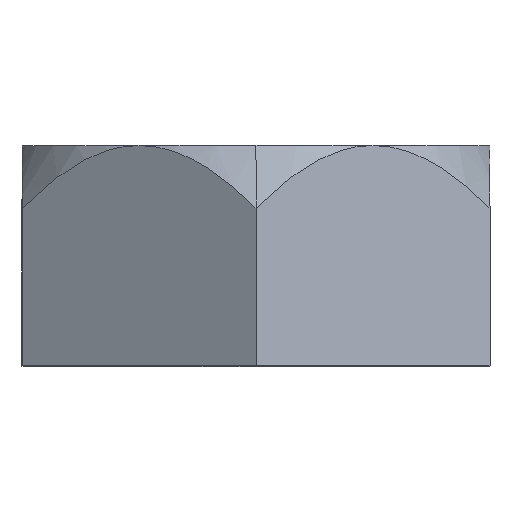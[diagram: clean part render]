
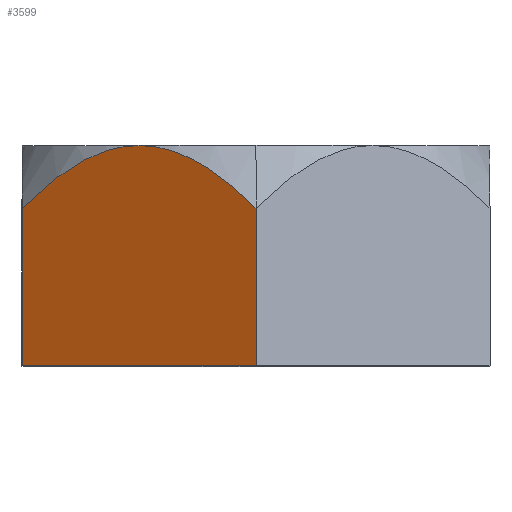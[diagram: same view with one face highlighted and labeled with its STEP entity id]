
A CAD part, top view. The second image highlights one B-rep face of the part: STEP entity #3599.
In plain terms, the highlighted planar face has unit normal (-0.5, 0, 0.866).
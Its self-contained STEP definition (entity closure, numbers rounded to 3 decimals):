
#30 = CARTESIAN_POINT ( 'NONE',  ( -7.887, 6.312, 5.262 ) ) ;
#143 = DIRECTION ( 'NONE',  ( 0.5, 0., -0.866 ) ) ;
#412 = CARTESIAN_POINT ( 'NONE',  ( -5.049, 7.919, 6.9 ) ) ;
#419 = PLANE ( 'NONE',  #3540 ) ;
#458 = VERTEX_POINT ( 'NONE', #3117 ) ;
#468 = CARTESIAN_POINT ( 'NONE',  ( -0.303, 6.025, 9.64 ) ) ;
#501 = EDGE_CURVE ( 'NONE', #2841, #458, #2314, .T. ) ;
#513 = LINE ( 'NONE', #2235, #884 ) ;
#519 = CARTESIAN_POINT ( 'NONE',  ( -2.314, 7.514, 8.479 ) ) ;
#548 = EDGE_LOOP ( 'NONE', ( #661, #1087, #606, #2550, #1460 ) ) ;
#606 = ORIENTED_EDGE ( 'NONE', *, *, #1033, .T. ) ;
#621 = CARTESIAN_POINT ( 'NONE',  ( -7.24, 6.843, 5.635 ) ) ;
#626 = LINE ( 'NONE', #1778, #1356 ) ;
#646 = VERTEX_POINT ( 'NONE', #663 ) ;
#661 = ORIENTED_EDGE ( 'NONE', *, *, #1802, .F. ) ;
#663 = CARTESIAN_POINT ( 'NONE',  ( -4.25, 8., 7.361 ) ) ;
#867 = DIRECTION ( 'NONE',  ( 0.866, 0., 0.5 ) ) ;
#884 = VECTOR ( 'NONE', #867, 1000. ) ;
#1007 = CARTESIAN_POINT ( 'NONE',  ( -6.196, 7.509, 6.238 ) ) ;
#1033 = EDGE_CURVE ( 'NONE', #458, #3113, #513, .T. ) ;
#1062 = CARTESIAN_POINT ( 'NONE',  ( -2.682, 7.689, 8.266 ) ) ;
#1087 = ORIENTED_EDGE ( 'NONE', *, *, #501, .T. ) ;
#1185 = EDGE_CURVE ( 'NONE', #1739, #3113, #626, .T. ) ;
#1205 = DIRECTION ( 'NONE',  ( 0., -1., 0. ) ) ;
#1225 = CARTESIAN_POINT ( 'NONE',  ( 0., 0., 9.815 ) ) ;
#1297 = VECTOR ( 'NONE', #1205, 1000. ) ;
#1305 = CARTESIAN_POINT ( 'NONE',  ( -1.268, 6.849, 9.083 ) ) ;
#1356 = VECTOR ( 'NONE', #2063, 1000. ) ;
#1357 = CARTESIAN_POINT ( 'NONE',  ( 0., 5.722, 9.815 ) ) ;
#1460 = ORIENTED_EDGE ( 'NONE', *, *, #2066, .F. ) ;
#1482 = CARTESIAN_POINT ( 'NONE',  ( -8.5, 8., 4.907 ) ) ;
#1542 = CARTESIAN_POINT ( 'NONE',  ( -4.45, 8., 7.246 ) ) ;
#1739 = VERTEX_POINT ( 'NONE', #2022 ) ;
#1775 = FACE_OUTER_BOUND ( 'NONE', #548, .T. ) ;
#1778 = CARTESIAN_POINT ( 'NONE',  ( 0., 8., 9.815 ) ) ;
#1802 = EDGE_CURVE ( 'NONE', #2841, #646, #2477, .T. ) ;
#1823 = CARTESIAN_POINT ( 'NONE',  ( -8.198, 6.025, 5.082 ) ) ;
#2022 = CARTESIAN_POINT ( 'NONE',  ( 0., 5.722, 9.815 ) ) ;
#2041 = CARTESIAN_POINT ( 'NONE',  ( -8.5, 8., 4.907 ) ) ;
#2063 = DIRECTION ( 'NONE',  ( 0., -1., 0. ) ) ;
#2066 = EDGE_CURVE ( 'NONE', #646, #1739, #2738, .T. ) ;
#2110 = CARTESIAN_POINT ( 'NONE',  ( -4.25, 8., 7.361 ) ) ;
#2128 = CARTESIAN_POINT ( 'NONE',  ( -6.904, 7.087, 5.829 ) ) ;
#2235 = CARTESIAN_POINT ( 'NONE',  ( -8.5, 0., 4.907 ) ) ;
#2314 = LINE ( 'NONE', #1482, #1297 ) ;
#2463 = CARTESIAN_POINT ( 'NONE',  ( -3.458, 7.935, 7.818 ) ) ;
#2477 = B_SPLINE_CURVE_WITH_KNOTS ( 'NONE', 3,
 ( #3147, #1823, #30, #621, #2128, #1007, #2937, #2835, #412, #3526, #1542, #2110 ),
 .UNSPECIFIED., .F., .F.,
 ( 4, 2, 2, 2, 2, 4 ),
 ( 0., 0.001, 0.003, 0.004, 0.005, 0.005 ),
 .UNSPECIFIED. ) ;
#2550 = ORIENTED_EDGE ( 'NONE', *, *, #1185, .F. ) ;
#2738 = B_SPLINE_CURVE_WITH_KNOTS ( 'NONE', 3,
 ( #3269, #3565, #2463, #1062, #519, #3302, #1305, #3584, #468, #1357 ),
 .UNSPECIFIED., .F., .F.,
 ( 4, 2, 2, 2, 4 ),
 ( 0.005, 0.007, 0.008, 0.01, 0.011 ),
 .UNSPECIFIED. ) ;
#2835 = CARTESIAN_POINT ( 'NONE',  ( -5.244, 7.871, 6.787 ) ) ;
#2841 = VERTEX_POINT ( 'NONE', #3448 ) ;
#2892 = DIRECTION ( 'NONE',  ( -0.866, 0., -0.5 ) ) ;
#2937 = CARTESIAN_POINT ( 'NONE',  ( -5.821, 7.688, 6.454 ) ) ;
#3113 = VERTEX_POINT ( 'NONE', #1225 ) ;
#3117 = CARTESIAN_POINT ( 'NONE',  ( -8.5, 0., 4.907 ) ) ;
#3147 = CARTESIAN_POINT ( 'NONE',  ( -8.5, 5.722, 4.907 ) ) ;
#3269 = CARTESIAN_POINT ( 'NONE',  ( -4.25, 8., 7.361 ) ) ;
#3302 = CARTESIAN_POINT ( 'NONE',  ( -1.607, 7.095, 8.887 ) ) ;
#3448 = CARTESIAN_POINT ( 'NONE',  ( -8.5, 5.722, 4.907 ) ) ;
#3526 = CARTESIAN_POINT ( 'NONE',  ( -4.652, 7.983, 7.129 ) ) ;
#3540 = AXIS2_PLACEMENT_3D ( 'NONE', #2041, #143, #2892 ) ;
#3565 = CARTESIAN_POINT ( 'NONE',  ( -3.851, 8., 7.591 ) ) ;
#3584 = CARTESIAN_POINT ( 'NONE',  ( -0.615, 6.314, 9.46 ) ) ;
#3599 = ADVANCED_FACE ( 'NONE', ( #1775 ), #419, .F. ) ;
